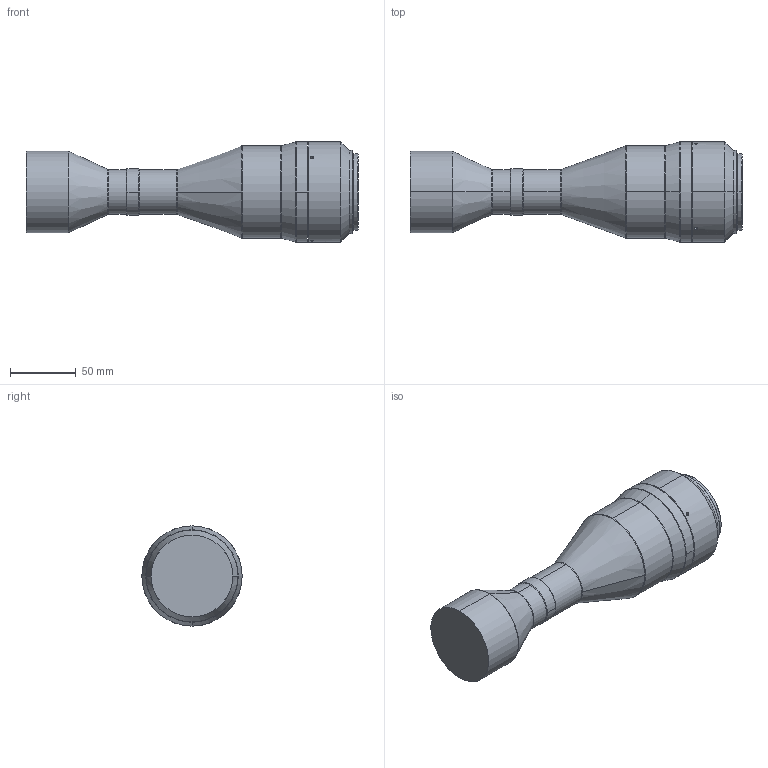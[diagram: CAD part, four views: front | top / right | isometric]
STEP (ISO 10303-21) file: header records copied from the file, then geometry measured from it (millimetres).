
FILE_DESCRIPTION (( 'STEP AP203' ), '1' );
FILE_NAME ('DTCM35FH-42-M58-AL.STEP', '2019-11-14T08:17:53', ( 'Windows 蚚誧' ), ( '' ), 'SwSTEP 2.0', 'SolidWorks 2017', '' );
FILE_SCHEMA (( 'CONFIG_CONTROL_DESIGN' ));
Length unit declared in the file: millimetre
Products named in the file (1): DTCM35FH-42-M58-AL
Bounding box: 251.8 x 76 x 76 mm (x, y, z)
Volume: 668326.4 mm3; surface area: 54207.8 mm2
Topology: 1 solids, 1 shells, 70 faces, 154 edges, 87 vertices
Faces by surface type: cylinder 28, cone 24, bspline 12, plane 6
Entity records: 2169 total; most frequent: CARTESIAN_POINT 624, DIRECTION 326, ORIENTED_EDGE 296, EDGE_CURVE 148, AXIS2_PLACEMENT_3D 137, VERTEX_POINT 87, CIRCLE 78, EDGE_LOOP 77
